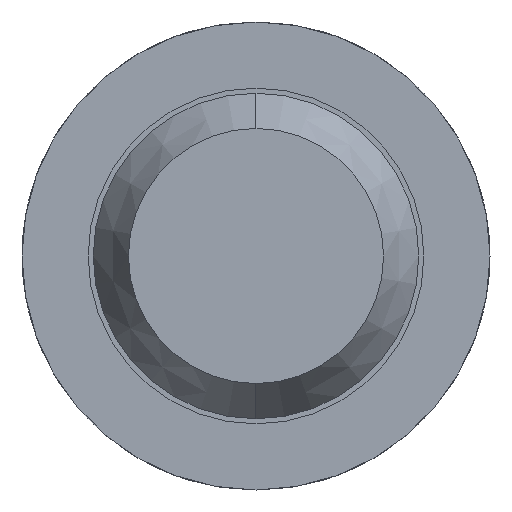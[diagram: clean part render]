
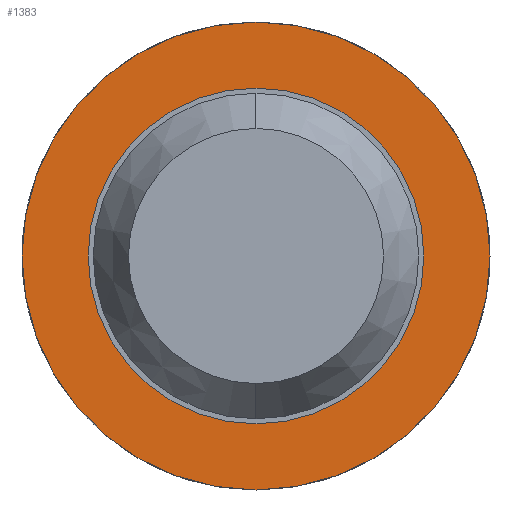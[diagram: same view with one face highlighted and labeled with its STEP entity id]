
A CAD part, front view. The second image highlights one B-rep face of the part: STEP entity #1383.
In plain terms, the highlighted planar face has unit normal (0, -1, 0).
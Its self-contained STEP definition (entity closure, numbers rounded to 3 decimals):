
#255 = DIRECTION ( 'NONE',  ( 0., 1., 0. ) ) ;
#593 = FACE_BOUND ( 'NONE', #1703, .T. ) ;
#736 = CARTESIAN_POINT ( 'NONE',  ( 0.825, -1.7, 0. ) ) ;
#919 = DIRECTION ( 'NONE',  ( 0., 0., 1. ) ) ;
#929 = AXIS2_PLACEMENT_3D ( 'NONE', #972, #2903, #919 ) ;
#971 = CARTESIAN_POINT ( 'NONE',  ( 0., -1.7, 0.825 ) ) ;
#972 = CARTESIAN_POINT ( 'NONE',  ( 0., -1.7, 0. ) ) ;
#1018 = AXIS2_PLACEMENT_3D ( 'NONE', #2769, #1473, #3147 ) ;
#1057 = ORIENTED_EDGE ( 'NONE', *, *, #3164, .F. ) ;
#1075 = EDGE_CURVE ( 'NONE', #3861, #3746, #2578, .T. ) ;
#1256 = EDGE_CURVE ( 'NONE', #1705, #2176, #2888, .T. ) ;
#1269 = DIRECTION ( 'NONE',  ( 0., 1., 0. ) ) ;
#1383 = ADVANCED_FACE ( 'NONE', ( #2489, #593 ), #1990, .F. ) ;
#1473 = DIRECTION ( 'NONE',  ( 0., 1., 0. ) ) ;
#1603 = DIRECTION ( 'NONE',  ( 0., 0., 1. ) ) ;
#1703 = EDGE_LOOP ( 'NONE', ( #3171, #4016 ) ) ;
#1705 = VERTEX_POINT ( 'NONE', #2206 ) ;
#1731 = EDGE_CURVE ( 'NONE', #3746, #3861, #3611, .T. ) ;
#1947 = EDGE_LOOP ( 'NONE', ( #2809, #1057 ) ) ;
#1990 = PLANE ( 'NONE',  #2611 ) ;
#2040 = CIRCLE ( 'NONE', #1018, 1.15 ) ;
#2065 = DIRECTION ( 'NONE',  ( 0., 1., 0. ) ) ;
#2167 = CARTESIAN_POINT ( 'NONE',  ( 0., -1.7, -1.15 ) ) ;
#2176 = VERTEX_POINT ( 'NONE', #2167 ) ;
#2206 = CARTESIAN_POINT ( 'NONE',  ( 0., -1.7, 1.15 ) ) ;
#2246 = AXIS2_PLACEMENT_3D ( 'NONE', #2257, #255, #3223 ) ;
#2257 = CARTESIAN_POINT ( 'NONE',  ( 0., -1.7, 0. ) ) ;
#2339 = CARTESIAN_POINT ( 'NONE',  ( 0., -1.7, -0.825 ) ) ;
#2489 = FACE_OUTER_BOUND ( 'NONE', #1947, .T. ) ;
#2578 = CIRCLE ( 'NONE', #2246, 0.825 ) ;
#2601 = DIRECTION ( 'NONE',  ( 0., 0., 1. ) ) ;
#2611 = AXIS2_PLACEMENT_3D ( 'NONE', #736, #2065, #2601 ) ;
#2769 = CARTESIAN_POINT ( 'NONE',  ( 0., -1.7, 0. ) ) ;
#2809 = ORIENTED_EDGE ( 'NONE', *, *, #1256, .F. ) ;
#2888 = CIRCLE ( 'NONE', #4006, 1.15 ) ;
#2903 = DIRECTION ( 'NONE',  ( 0., 1., 0. ) ) ;
#3147 = DIRECTION ( 'NONE',  ( 0., 0., 1. ) ) ;
#3164 = EDGE_CURVE ( 'NONE', #2176, #1705, #2040, .T. ) ;
#3171 = ORIENTED_EDGE ( 'NONE', *, *, #1731, .T. ) ;
#3223 = DIRECTION ( 'NONE',  ( 0., 0., 1. ) ) ;
#3517 = CARTESIAN_POINT ( 'NONE',  ( 0., -1.7, 0. ) ) ;
#3611 = CIRCLE ( 'NONE', #929, 0.825 ) ;
#3746 = VERTEX_POINT ( 'NONE', #971 ) ;
#3861 = VERTEX_POINT ( 'NONE', #2339 ) ;
#4006 = AXIS2_PLACEMENT_3D ( 'NONE', #3517, #1269, #1603 ) ;
#4016 = ORIENTED_EDGE ( 'NONE', *, *, #1075, .T. ) ;
